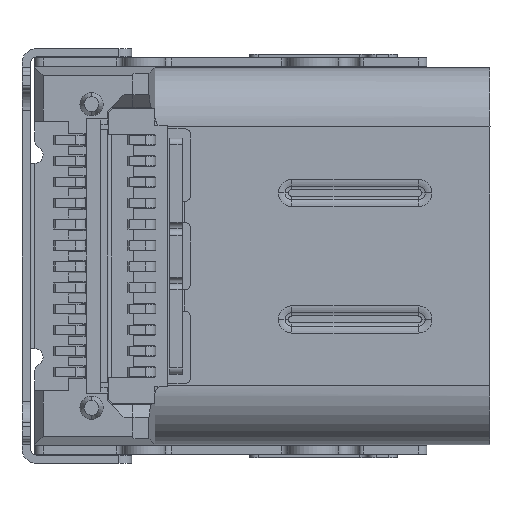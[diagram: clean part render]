
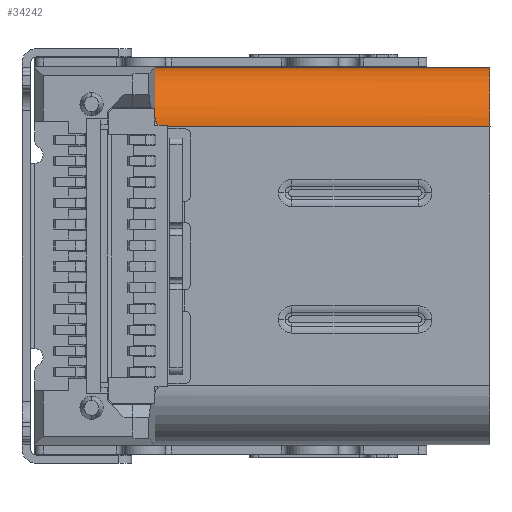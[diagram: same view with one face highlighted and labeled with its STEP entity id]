
A CAD part, front view. The second image highlights one B-rep face of the part: STEP entity #34242.
In plain terms, the highlighted cylindrical face has radius 1.4 mm (diameter 2.8 mm), a partial arc.
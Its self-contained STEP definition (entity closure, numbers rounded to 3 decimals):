
#207 = VECTOR ( 'NONE', #50400, 1000. ) ;
#579 = VERTEX_POINT ( 'NONE', #35766 ) ;
#1012 = VERTEX_POINT ( 'NONE', #17859 ) ;
#2172 = CARTESIAN_POINT ( 'NONE',  ( -12.247, -1.597, 10.31 ) ) ;
#2418 = CARTESIAN_POINT ( 'NONE',  ( -12.22, -1.591, 10.439 ) ) ;
#3363 = VERTEX_POINT ( 'NONE', #21994 ) ;
#3816 = DIRECTION ( 'NONE',  ( 0., 0., -1. ) ) ;
#6531 = EDGE_CURVE ( 'NONE', #3363, #1012, #46150, .T. ) ;
#7204 = CARTESIAN_POINT ( 'NONE',  ( -12.13, -1.597, 10.327 ) ) ;
#8783 = EDGE_CURVE ( 'NONE', #15573, #1012, #40942, .T. ) ;
#9891 = AXIS2_PLACEMENT_3D ( 'NONE', #36322, #53602, #38271 ) ;
#10749 = ORIENTED_EDGE ( 'NONE', *, *, #6531, .F. ) ;
#11179 = CARTESIAN_POINT ( 'NONE',  ( -12.242, -1.582, 10.516 ) ) ;
#13302 = ORIENTED_EDGE ( 'NONE', *, *, #21880, .F. ) ;
#13871 = VERTEX_POINT ( 'NONE', #20721 ) ;
#15368 = FACE_OUTER_BOUND ( 'NONE', #33850, .T. ) ;
#15573 = VERTEX_POINT ( 'NONE', #21249 ) ;
#15878 = CARTESIAN_POINT ( 'NONE',  ( -12.247, -0.197, 11.71 ) ) ;
#17859 = CARTESIAN_POINT ( 'NONE',  ( -4.297, -1.597, 10.31 ) ) ;
#19043 = CYLINDRICAL_SURFACE ( 'NONE', #9891, 1.4 ) ;
#19668 = CARTESIAN_POINT ( 'NONE',  ( -12.238, -1.585, 10.494 ) ) ;
#19923 = AXIS2_PLACEMENT_3D ( 'NONE', #44564, #26734, #36320 ) ;
#20721 = CARTESIAN_POINT ( 'NONE',  ( -12.247, -0.197, 11.71 ) ) ;
#21249 = CARTESIAN_POINT ( 'NONE',  ( -12.105, -1.597, 10.31 ) ) ;
#21880 = EDGE_CURVE ( 'NONE', #13871, #3363, #54658, .T. ) ;
#21994 = CARTESIAN_POINT ( 'NONE',  ( -4.297, -0.197, 11.71 ) ) ;
#23938 = CARTESIAN_POINT ( 'NONE',  ( -12.247, -1.573, 10.565 ) ) ;
#24317 = CIRCLE ( 'NONE', #52311, 1.4 ) ;
#24487 = CARTESIAN_POINT ( 'NONE',  ( -12.165, -1.596, 10.359 ) ) ;
#25098 = ORIENTED_EDGE ( 'NONE', *, *, #8783, .T. ) ;
#26734 = DIRECTION ( 'NONE',  ( 1., 0., 0. ) ) ;
#26869 = B_SPLINE_CURVE_WITH_KNOTS ( 'NONE', 3,
 ( #23938, #31110, #41191, #11179, #50249, #37220, #19668, #49682, #2418, #31383, #45724, #36929, #35345, #24487, #41740, #7204, #52617 ),
 .UNSPECIFIED., .F., .F.,
 ( 4, 2, 2, 2, 2, 1, 2, 2, 4 ),
 ( 0., 0.125, 0.187, 0.25, 0.5, 0.625, 0.688, 0.75, 1. ),
 .UNSPECIFIED. ) ;
#27920 = DIRECTION ( 'NONE',  ( 1., 0., 0. ) ) ;
#31110 = CARTESIAN_POINT ( 'NONE',  ( -12.246, -1.576, 10.549 ) ) ;
#31383 = CARTESIAN_POINT ( 'NONE',  ( -12.201, -1.594, 10.405 ) ) ;
#33850 = EDGE_LOOP ( 'NONE', ( #40196, #43789, #25098, #10749, #13302 ) ) ;
#34242 = ADVANCED_FACE ( 'NONE', ( #15368 ), #19043, .T. ) ;
#35345 = CARTESIAN_POINT ( 'NONE',  ( -12.171, -1.596, 10.365 ) ) ;
#35718 = CARTESIAN_POINT ( 'NONE',  ( -12.247, -0.197, 10.31 ) ) ;
#35766 = CARTESIAN_POINT ( 'NONE',  ( -12.247, -1.573, 10.565 ) ) ;
#36320 = DIRECTION ( 'NONE',  ( 0., 0., -1. ) ) ;
#36322 = CARTESIAN_POINT ( 'NONE',  ( -30.378, -0.197, 10.31 ) ) ;
#36929 = CARTESIAN_POINT ( 'NONE',  ( -12.179, -1.595, 10.375 ) ) ;
#37220 = CARTESIAN_POINT ( 'NONE',  ( -12.239, -1.584, 10.498 ) ) ;
#38271 = DIRECTION ( 'NONE',  ( 0., 0., -1. ) ) ;
#40196 = ORIENTED_EDGE ( 'NONE', *, *, #49093, .T. ) ;
#40942 = LINE ( 'NONE', #2172, #49112 ) ;
#41191 = CARTESIAN_POINT ( 'NONE',  ( -12.245, -1.579, 10.535 ) ) ;
#41740 = CARTESIAN_POINT ( 'NONE',  ( -12.149, -1.596, 10.342 ) ) ;
#42599 = DIRECTION ( 'NONE',  ( 1., 0., 0. ) ) ;
#43789 = ORIENTED_EDGE ( 'NONE', *, *, #47173, .T. ) ;
#44564 = CARTESIAN_POINT ( 'NONE',  ( -4.297, -0.197, 10.31 ) ) ;
#45724 = CARTESIAN_POINT ( 'NONE',  ( -12.191, -1.595, 10.389 ) ) ;
#46150 = CIRCLE ( 'NONE', #19923, 1.4 ) ;
#47173 = EDGE_CURVE ( 'NONE', #579, #15573, #26869, .T. ) ;
#49093 = EDGE_CURVE ( 'NONE', #13871, #579, #24317, .T. ) ;
#49112 = VECTOR ( 'NONE', #27920, 1000. ) ;
#49682 = CARTESIAN_POINT ( 'NONE',  ( -12.23, -1.589, 10.463 ) ) ;
#50249 = CARTESIAN_POINT ( 'NONE',  ( -12.241, -1.582, 10.51 ) ) ;
#50400 = DIRECTION ( 'NONE',  ( 1., 0., 0. ) ) ;
#52311 = AXIS2_PLACEMENT_3D ( 'NONE', #35718, #42599, #3816 ) ;
#52617 = CARTESIAN_POINT ( 'NONE',  ( -12.105, -1.597, 10.31 ) ) ;
#53602 = DIRECTION ( 'NONE',  ( 1., 0., 0. ) ) ;
#54658 = LINE ( 'NONE', #15878, #207 ) ;
